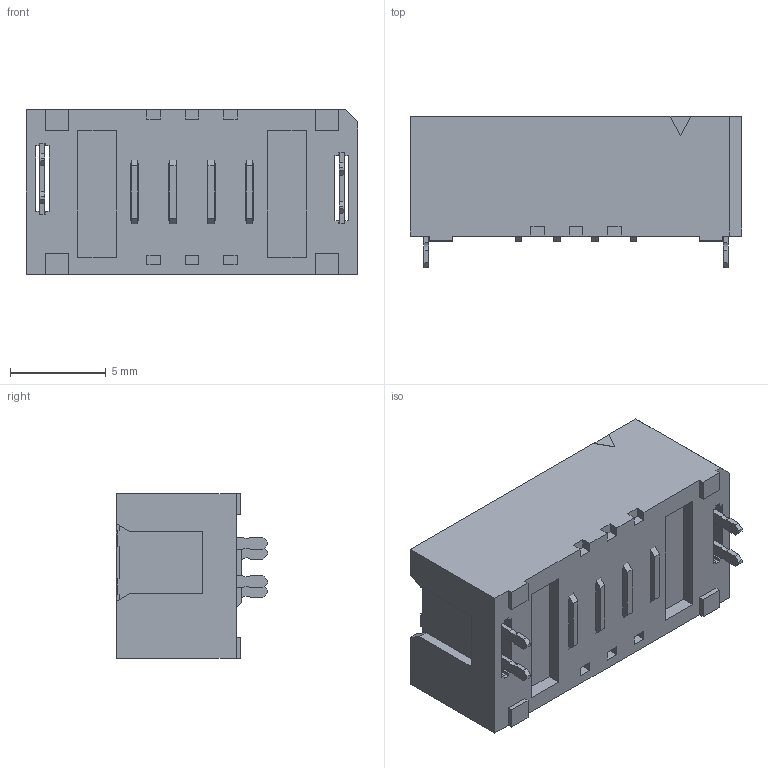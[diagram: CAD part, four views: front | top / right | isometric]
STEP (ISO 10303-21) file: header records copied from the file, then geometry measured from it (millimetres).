
FILE_DESCRIPTION(/* description */ ('STEP AP214'),/* implementation_level */ '2;1');
FILE_NAME(/* name */ 'UMPT-04-02.5-L-V-S-W-M-TR',/* time_stamp */ '2025-12-29T09:05:50+01:00',/* author */ ('License CC BY-ND 4.0'),/* organization */ ('CADENAS'),/* preprocessor_version */ 'ST-DEVELOPER v20',/* originating_system */ 'PARTsolutions',/* authorisation */ ' ');
FILE_SCHEMA (('AUTOMOTIVE_DESIGN {1 0 10303 214 3 1 1}'));
Length unit declared in the file: millimetre
Products named in the file (3): UMPT-04-02.5-L-V-S-W-M-TR; 04-02.5-M-W_BODY; UMPT-04-02.5-S-_PINS
Assembly tree (2 placements, depth 2):
  UMPT-04-02.5-L-V-S-W-M-TR
    04-02.5-M-W_BODY
    UMPT-04-02.5-S-_PINS
Bounding box: 17.3 x 7.9 x 8.6 mm (x, y, z)
Volume: 536.2 mm3; surface area: 1290 mm2
Topology: 2 solids, 2 shells, 258 faces, 732 edges, 488 vertices
Faces by surface type: plane 250, cylinder 8
Entity records: 8320 total; most frequent: CARTESIAN_POINT 1481, ORIENTED_EDGE 1464, DIRECTION 1270, EDGE_CURVE 732, LINE 716, VECTOR 716, VERTEX_POINT 488, EDGE_LOOP 284
